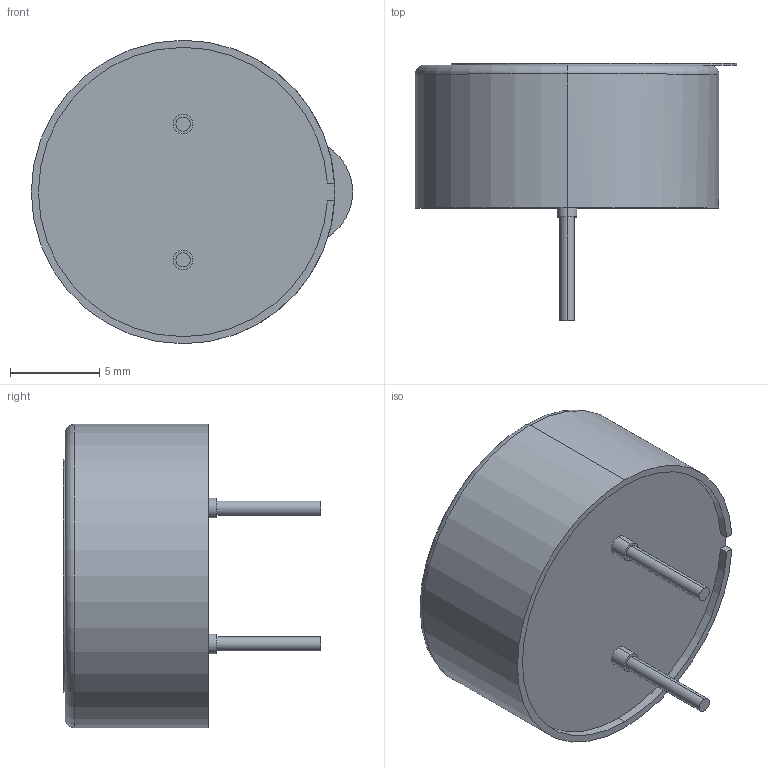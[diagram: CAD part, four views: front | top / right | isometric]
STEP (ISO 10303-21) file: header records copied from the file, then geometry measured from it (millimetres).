
FILE_DESCRIPTION (( 'STEP AP214' ), '1' );
FILE_NAME ('CUI_CVS-1708.step', '2017-08-16T04:28:12', ( '' ), ( '' ), 'SwSTEP 2.0', 'SolidWorks 2017', '' );
FILE_SCHEMA (( 'AUTOMOTIVE_DESIGN' ));
Length unit declared in the file: millimetre
Products named in the file (1): CUI_CVS-1708
Bounding box: 18 x 14.4 x 17 mm (x, y, z)
Volume: 1732.3 mm3; surface area: 1231.7 mm2
Topology: 2 solids, 2 shells, 32 faces, 70 edges, 46 vertices
Faces by surface type: cylinder 17, plane 13, torus 2
Entity records: 1095 total; most frequent: DIRECTION 176, CARTESIAN_POINT 149, ORIENTED_EDGE 140, AXIS2_PLACEMENT_3D 73, EDGE_CURVE 70, VERTEX_POINT 46, CIRCLE 40, EDGE_LOOP 36
